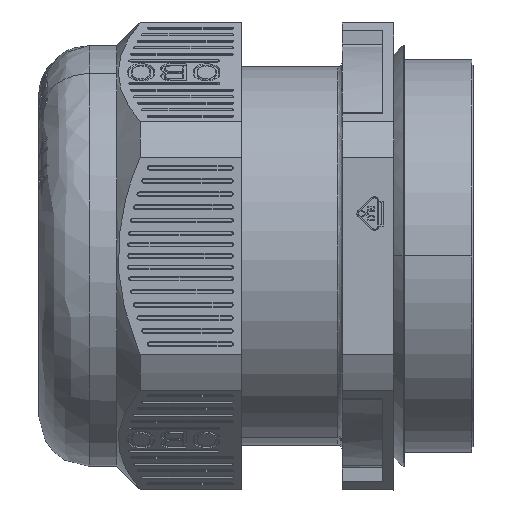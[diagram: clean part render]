
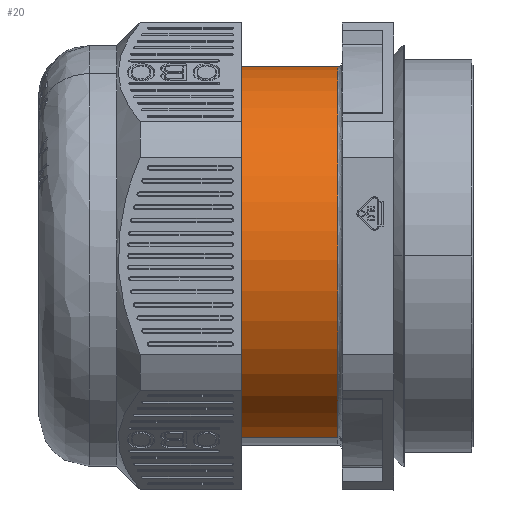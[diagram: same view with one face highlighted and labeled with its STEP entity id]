
A CAD part, left-side view. The second image highlights one B-rep face of the part: STEP entity #20.
In plain terms, the highlighted free-form (B-spline) face has degree [2, 1] with [7, 2] control points.
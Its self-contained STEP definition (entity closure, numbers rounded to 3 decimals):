
#20=ADVANCED_FACE('',(#1282),#17417,.T.);
#1282=FACE_OUTER_BOUND('',#2411,.T.);
#2411=EDGE_LOOP('',(#3684,#3685,#3686,#3687));
#3684=ORIENTED_EDGE('',*,*,#10778,.T.);
#3685=ORIENTED_EDGE('',*,*,#9570,.T.);
#3686=ORIENTED_EDGE('',*,*,#9571,.F.);
#3687=ORIENTED_EDGE('',*,*,#9568,.F.);
#9568=EDGE_CURVE('',#15466,#15460,#14818,.T.);
#9570=EDGE_CURVE('',#15465,#15467,#14820,.T.);
#9571=EDGE_CURVE('',#15460,#15467,#14821,.T.);
#10778=EDGE_CURVE('',#15466,#15465,#14966,.T.);
#14818=(
BOUNDED_CURVE()
B_SPLINE_CURVE(1,(#23995,#23996),.UNSPECIFIED.,.F.,.F.)
B_SPLINE_CURVE_WITH_KNOTS((2,2),(0.,21.029),.UNSPECIFIED.)
CURVE()
GEOMETRIC_REPRESENTATION_ITEM()
RATIONAL_B_SPLINE_CURVE((1.,1.))
REPRESENTATION_ITEM('')
);
#14820=(
BOUNDED_CURVE()
B_SPLINE_CURVE(1,(#24004,#24005),.UNSPECIFIED.,.F.,.F.)
B_SPLINE_CURVE_WITH_KNOTS((2,2),(0.,21.029),.UNSPECIFIED.)
CURVE()
GEOMETRIC_REPRESENTATION_ITEM()
RATIONAL_B_SPLINE_CURVE((1.,1.))
REPRESENTATION_ITEM('')
);
#14821=(
BOUNDED_CURVE()
B_SPLINE_CURVE(2,(#24006,#24007,#24008,#24009,#24010,#24011,#24012),
 .UNSPECIFIED.,.F.,.F.)
B_SPLINE_CURVE_WITH_KNOTS((3,2,2,3),(0.,7.688,51.439,
95.19),.UNSPECIFIED.)
CURVE()
GEOMETRIC_REPRESENTATION_ITEM()
RATIONAL_B_SPLINE_CURVE((1.,0.992,1.,0.751,1.,0.751,
1.))
REPRESENTATION_ITEM('')
);
#14966=(
BOUNDED_CURVE()
B_SPLINE_CURVE(2,(#26675,#26676,#26677,#26678,#26679,#26680,#26681),
 .UNSPECIFIED.,.F.,.F.)
B_SPLINE_CURVE_WITH_KNOTS((3,2,2,3),(0.,7.688,51.439,
95.19),.UNSPECIFIED.)
CURVE()
GEOMETRIC_REPRESENTATION_ITEM()
RATIONAL_B_SPLINE_CURVE((1.,0.992,1.,0.751,1.,0.751,
1.))
REPRESENTATION_ITEM('')
);
#15460=VERTEX_POINT('',#23173);
#15465=VERTEX_POINT('',#23178);
#15466=VERTEX_POINT('',#23179);
#15467=VERTEX_POINT('',#23180);
#17417=(
BOUNDED_SURFACE()
B_SPLINE_SURFACE(2,1,((#20277,#20278),(#20279,#20280),(#20281,#20282),(#20283,
#20284),(#20285,#20286),(#20287,#20288),(#20289,#20290)),.UNSPECIFIED.,
 .F.,.F.,.F.)
B_SPLINE_SURFACE_WITH_KNOTS((3,2,2,3),(2,2),(0.,7.688,51.439,
95.19),(0.,21.029),.UNSPECIFIED.)
GEOMETRIC_REPRESENTATION_ITEM()
RATIONAL_B_SPLINE_SURFACE(((1.,1.),(0.992,0.992),
(1.,1.),(0.751,0.751),(1.,1.),(0.751,
0.751),(1.,1.)))
REPRESENTATION_ITEM('')
SURFACE()
);
#20277=CARTESIAN_POINT('',(-8.292,21.5,-29.143));
#20278=CARTESIAN_POINT('',(-8.292,42.529,-29.143));
#20279=CARTESIAN_POINT('',(-12.009,21.5,-28.086));
#20280=CARTESIAN_POINT('',(-12.009,42.529,-28.086));
#20281=CARTESIAN_POINT('',(-15.342,21.5,-26.129));
#20282=CARTESIAN_POINT('',(-15.342,42.529,-26.129));
#20283=CARTESIAN_POINT('',(-38.35,21.5,-12.619));
#20284=CARTESIAN_POINT('',(-38.35,42.529,-12.619));
#20285=CARTESIAN_POINT('',(-27.86,21.5,11.913));
#20286=CARTESIAN_POINT('',(-27.86,42.529,11.913));
#20287=CARTESIAN_POINT('',(-17.37,21.5,36.445));
#20288=CARTESIAN_POINT('',(-17.37,42.529,36.445));
#20289=CARTESIAN_POINT('',(8.292,21.5,29.143));
#20290=CARTESIAN_POINT('',(8.292,42.529,29.143));
#23173=CARTESIAN_POINT('',(-8.292,42.529,-29.143));
#23178=CARTESIAN_POINT('',(8.292,21.5,29.143));
#23179=CARTESIAN_POINT('',(-8.292,21.5,-29.143));
#23180=CARTESIAN_POINT('',(8.292,42.529,29.143));
#23995=CARTESIAN_POINT('',(-8.292,21.5,-29.143));
#23996=CARTESIAN_POINT('',(-8.292,42.529,-29.143));
#24004=CARTESIAN_POINT('',(8.292,21.5,29.143));
#24005=CARTESIAN_POINT('',(8.292,42.529,29.143));
#24006=CARTESIAN_POINT('',(-8.292,42.529,-29.143));
#24007=CARTESIAN_POINT('',(-12.009,42.529,-28.086));
#24008=CARTESIAN_POINT('',(-15.342,42.529,-26.129));
#24009=CARTESIAN_POINT('',(-38.35,42.529,-12.619));
#24010=CARTESIAN_POINT('',(-27.86,42.529,11.913));
#24011=CARTESIAN_POINT('',(-17.37,42.529,36.445));
#24012=CARTESIAN_POINT('',(8.292,42.529,29.143));
#26675=CARTESIAN_POINT('',(-8.292,21.5,-29.143));
#26676=CARTESIAN_POINT('',(-12.009,21.5,-28.086));
#26677=CARTESIAN_POINT('',(-15.342,21.5,-26.129));
#26678=CARTESIAN_POINT('',(-38.35,21.5,-12.619));
#26679=CARTESIAN_POINT('',(-27.86,21.5,11.913));
#26680=CARTESIAN_POINT('',(-17.37,21.5,36.445));
#26681=CARTESIAN_POINT('',(8.292,21.5,29.143));
